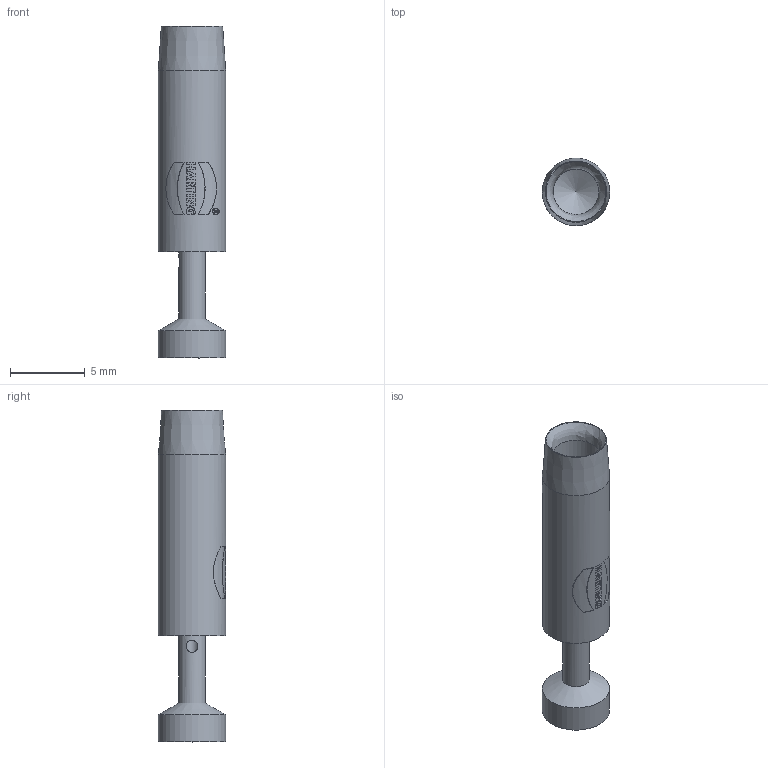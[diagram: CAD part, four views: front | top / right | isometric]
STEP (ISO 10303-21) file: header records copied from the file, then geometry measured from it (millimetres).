
FILE_DESCRIPTION(/* description */ (''),/* implementation_level */ '2;1');
FILE_NAME(/* name */ '100553947ugm000_b.stp',/* time_stamp */ '2017-09-28T17:38:57+02:00',/* author */ (''),/* organization */ (''),/* preprocessor_version */ 'ST-DEVELOPER v16',/* originating_system */ 'SIEMENS PLM Software NX 10.0',/* authorisation */ '');
FILE_SCHEMA (('AUTOMOTIVE_DESIGN { 1 0 10303 214 3 1 1 1 }'));
Length unit declared in the file: millimetre
Products named in the file (1): 100553947ugm000_b
Bounding box: 4.5 x 4.5 x 22.2 mm (x, y, z)
Volume: 196.8 mm3; surface area: 442.4 mm2
Topology: 1 solids, 1 shells, 115 faces, 289 edges, 194 vertices
Faces by surface type: plane 77, cylinder 31, cone 4, extrusion 2, bspline 1
Full cylindrical faces by diameter (mm): 0.385 x1, 0.455 x1, 0.8 x1, 0.9 x1, 1.8 x1, 3.05 x1, 4.5 x2
Entity records: 4842 total; most frequent: CARTESIAN_POINT 1393, DIRECTION 565, ORIENTED_EDGE 540, EDGE_CURVE 270, AXIS2_PLACEMENT_3D 207, VERTEX_POINT 188, VECTOR 151, LINE 149
